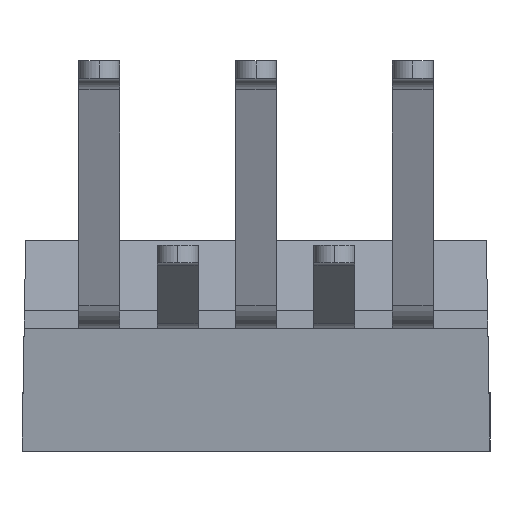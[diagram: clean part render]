
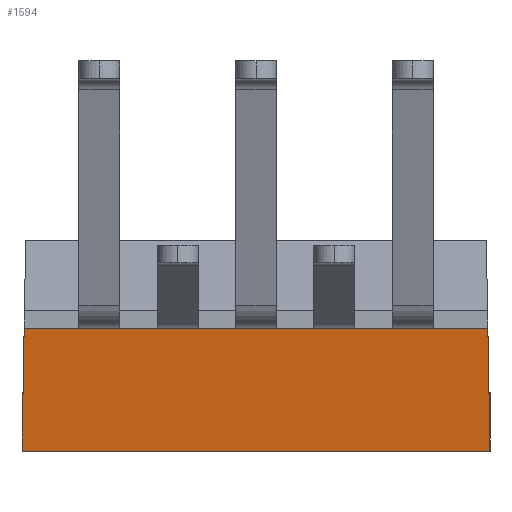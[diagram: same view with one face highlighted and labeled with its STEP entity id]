
A CAD part, front view. The second image highlights one B-rep face of the part: STEP entity #1594.
In plain terms, the highlighted planar face has unit normal (0, -0.993, -0.122).
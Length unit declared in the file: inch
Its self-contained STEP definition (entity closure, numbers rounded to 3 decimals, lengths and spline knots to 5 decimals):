
#27 = DIRECTION ( 'NONE',  ( 0., -0.122, 0.993 ) ) ;
#175 = EDGE_CURVE ( 'NONE', #727, #3199, #2412, .T. ) ;
#208 = CARTESIAN_POINT ( 'NONE',  ( -0.19643, 0.20175, 0.01551 ) ) ;
#294 = CARTESIAN_POINT ( 'NONE',  ( 0.19817, 0.214, -0.08425 ) ) ;
#471 = EDGE_CURVE ( 'NONE', #3487, #523, #1463, .T. ) ;
#523 = VERTEX_POINT ( 'NONE', #2376 ) ;
#727 = VERTEX_POINT ( 'NONE', #3626 ) ;
#730 = CARTESIAN_POINT ( 'NONE',  ( -0.19817, 0.214, -0.08425 ) ) ;
#1011 = VECTOR ( 'NONE', #3819, 39.37008 ) ;
#1073 = CARTESIAN_POINT ( 'NONE',  ( 0.19643, 0.20175, 0.01551 ) ) ;
#1076 = ORIENTED_EDGE ( 'NONE', *, *, #4463, .F. ) ;
#1097 = CARTESIAN_POINT ( 'NONE',  ( -0.2, 0.214, -0.08425 ) ) ;
#1311 = CARTESIAN_POINT ( 'NONE',  ( -0.2, 0.22689, -0.18925 ) ) ;
#1426 = EDGE_CURVE ( 'NONE', #523, #727, #2066, .T. ) ;
#1463 = LINE ( 'NONE', #208, #4207 ) ;
#1594 = ADVANCED_FACE ( 'NONE', ( #4460 ), #3225, .F. ) ;
#1692 = DIRECTION ( 'NONE',  ( 1., 0., 0. ) ) ;
#1812 = DIRECTION ( 'NONE',  ( -0.017, -0.122, 0.992 ) ) ;
#2066 = LINE ( 'NONE', #1311, #3957 ) ;
#2376 = CARTESIAN_POINT ( 'NONE',  ( -0.2, 0.22689, -0.18925 ) ) ;
#2412 = LINE ( 'NONE', #1073, #3253 ) ;
#2476 = ORIENTED_EDGE ( 'NONE', *, *, #175, .T. ) ;
#2744 = LINE ( 'NONE', #3870, #1011 ) ;
#2768 = EDGE_LOOP ( 'NONE', ( #3100, #2476, #1076, #4412 ) ) ;
#3100 = ORIENTED_EDGE ( 'NONE', *, *, #1426, .T. ) ;
#3199 = VERTEX_POINT ( 'NONE', #294 ) ;
#3225 = PLANE ( 'NONE',  #3499 ) ;
#3253 = VECTOR ( 'NONE', #1812, 39.37008 ) ;
#3487 = VERTEX_POINT ( 'NONE', #730 ) ;
#3499 = AXIS2_PLACEMENT_3D ( 'NONE', #1097, #4297, #27 ) ;
#3626 = CARTESIAN_POINT ( 'NONE',  ( 0.2, 0.22689, -0.18925 ) ) ;
#3819 = DIRECTION ( 'NONE',  ( 1., 0., 0. ) ) ;
#3870 = CARTESIAN_POINT ( 'NONE',  ( -0.2, 0.214, -0.08425 ) ) ;
#3957 = VECTOR ( 'NONE', #1692, 39.37008 ) ;
#4207 = VECTOR ( 'NONE', #4457, 39.37008 ) ;
#4297 = DIRECTION ( 'NONE',  ( 0., 0.993, 0.122 ) ) ;
#4412 = ORIENTED_EDGE ( 'NONE', *, *, #471, .T. ) ;
#4457 = DIRECTION ( 'NONE',  ( -0.017, 0.122, -0.992 ) ) ;
#4460 = FACE_OUTER_BOUND ( 'NONE', #2768, .T. ) ;
#4463 = EDGE_CURVE ( 'NONE', #3487, #3199, #2744, .T. ) ;
